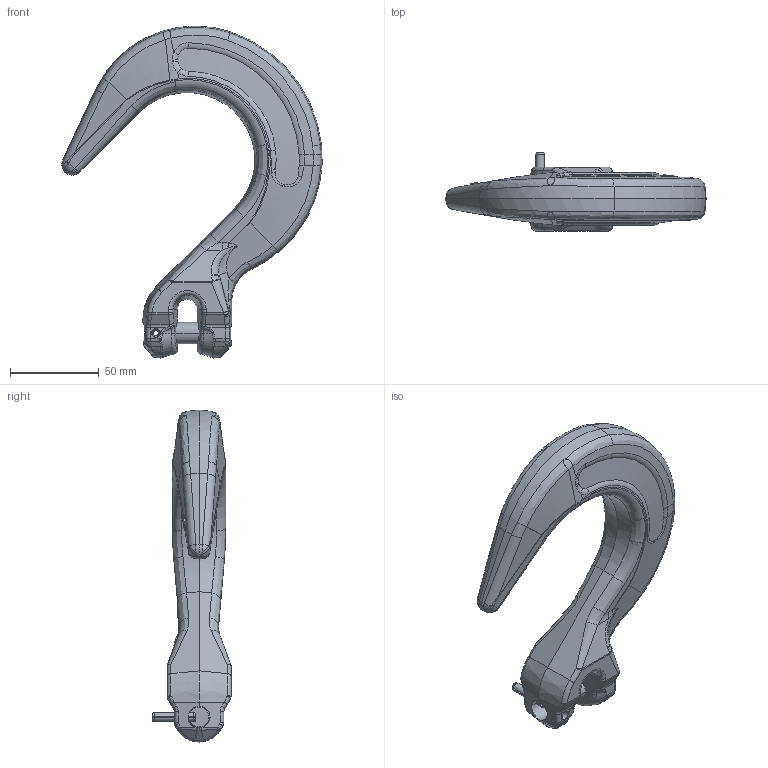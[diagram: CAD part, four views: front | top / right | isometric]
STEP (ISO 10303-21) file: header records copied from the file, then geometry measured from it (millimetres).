
FILE_DESCRIPTION((''),'2;1');
FILE_NAME('001-M31286-ZU1_ASM','2004-10-20T',('Haas'),(''),'PRO/ENGINEER BY PARAMETRIC TECHNOLOGY CORPORATION, 2003450','PRO/ENGINEER BY PARAMETRIC TECHNOLOGY CORPORATION, 2003450','');
FILE_SCHEMA(('CONFIG_CONTROL_DESIGN'));
Length unit declared in the file: millimetre
Products named in the file (4): 001-M31286-RT1; 001-M31048-V04; 001-M31047-V04; 001-M31286-ZU1_ASM
Assembly tree (3 placements, depth 2):
  001-M31286-ZU1_ASM
    001-M31286-RT1
    001-M31048-V04
    001-M31047-V04
Bounding box: 146.63 x 44 x 187 mm (x, y, z)
Volume: 241974.2 mm3; surface area: 38695.8 mm2
Topology: 3 solids, 3 shells, 1061 faces, 2831 edges, 1801 vertices
Faces by surface type: plane 639, bspline 197, cylinder 81, cone 58, extrusion 52, torus 18, sphere 16
Entity records: 44081 total; most frequent: CARTESIAN_POINT 20822, ORIENTED_EDGE 5662, DIRECTION 3490, EDGE_CURVE 2831, VERTEX_POINT 1801, B_SPLINE_CURVE_WITH_KNOTS 1383, VECTOR 1252, LINE 1200
